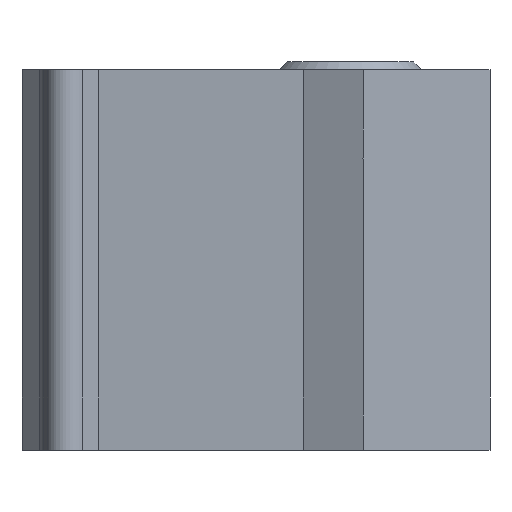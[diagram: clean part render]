
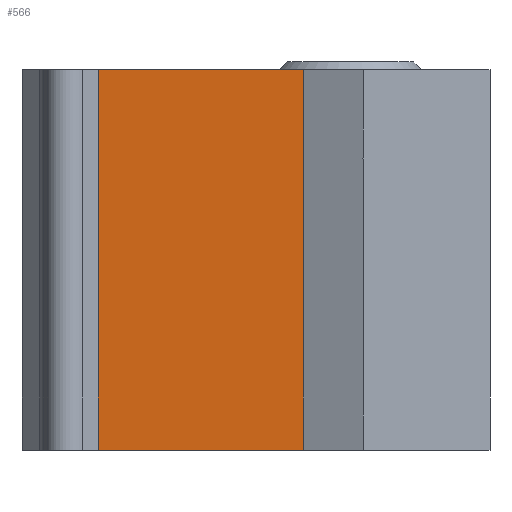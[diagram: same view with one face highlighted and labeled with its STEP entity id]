
A CAD part, front view. The second image highlights one B-rep face of the part: STEP entity #566.
In plain terms, the highlighted planar face has unit normal (0.81, -0.587, 0).
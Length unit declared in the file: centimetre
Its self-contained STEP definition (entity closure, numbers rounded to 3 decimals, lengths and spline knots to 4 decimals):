
#37=LINE('',#778,#91);
#51=LINE('',#815,#105);
#63=LINE('',#846,#117);
#88=LINE('',#1290,#142);
#91=VECTOR('',#631,100.);
#105=VECTOR('',#659,100.);
#117=VECTOR('',#679,100.);
#142=VECTOR('',#758,100.);
#160=PLANE('',#613);
#200=FACE_OUTER_BOUND('',#240,.T.);
#240=EDGE_LOOP('',(#525,#526,#527,#528));
#264=VERTEX_POINT('',#775);
#265=VERTEX_POINT('',#777);
#281=VERTEX_POINT('',#813);
#296=VERTEX_POINT('',#844);
#314=EDGE_CURVE('',#264,#265,#37,.T.);
#332=EDGE_CURVE('',#281,#264,#51,.T.);
#347=EDGE_CURVE('',#281,#296,#63,.T.);
#383=EDGE_CURVE('',#296,#265,#88,.T.);
#525=ORIENTED_EDGE('',*,*,#347,.T.);
#526=ORIENTED_EDGE('',*,*,#383,.T.);
#527=ORIENTED_EDGE('',*,*,#314,.F.);
#528=ORIENTED_EDGE('',*,*,#332,.F.);
#566=ADVANCED_FACE('',(#200),#160,.F.);
#613=AXIS2_PLACEMENT_3D('',#1289,#756,#757);
#631=DIRECTION('',(0.587,0.81,0.));
#659=DIRECTION('',(0.,0.,1.));
#679=DIRECTION('',(0.587,0.81,0.));
#756=DIRECTION('center_axis',(-0.81,0.587,0.));
#757=DIRECTION('ref_axis',(0.,0.,-1.));
#758=DIRECTION('',(0.,0.,1.));
#775=CARTESIAN_POINT('',(-1.7571,-3.4572,1.9005));
#777=CARTESIAN_POINT('',(-0.9491,-2.3426,1.9005));
#778=CARTESIAN_POINT('',(-0.9545,-2.35,1.9005));
#813=CARTESIAN_POINT('',(-1.7571,-3.4572,0.4005));
#815=CARTESIAN_POINT('',(-1.7571,-3.4572,0.588));
#844=CARTESIAN_POINT('',(-0.9491,-2.3426,0.4005));
#846=CARTESIAN_POINT('',(-0.9545,-2.35,0.4005));
#1289=CARTESIAN_POINT('Origin',(-0.9491,-2.3426,0.7755));
#1290=CARTESIAN_POINT('',(-0.9491,-2.3426,0.7755));
